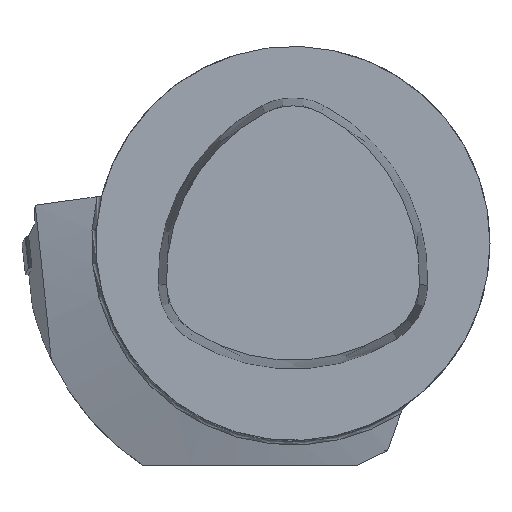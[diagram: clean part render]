
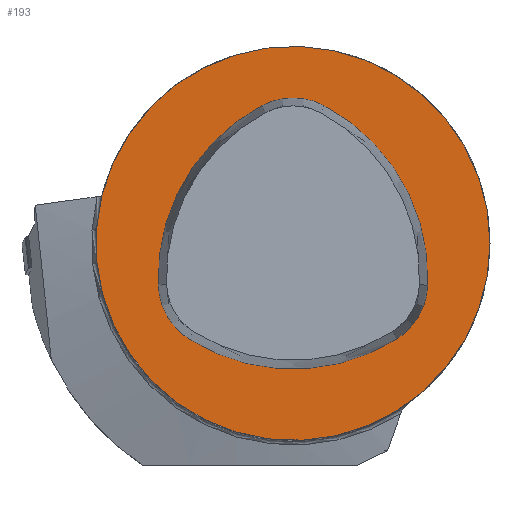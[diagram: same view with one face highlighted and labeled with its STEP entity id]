
A CAD part, top view. The second image highlights one B-rep face of the part: STEP entity #193.
In plain terms, the highlighted planar face has unit normal (0, 0, 1).
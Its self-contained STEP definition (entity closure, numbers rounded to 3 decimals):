
#119=FACE_BOUND('',#373,.T.);
#120=FACE_BOUND('',#374,.T.);
#146=CIRCLE('',#1355,40.);
#155=CIRCLE('',#1372,39.5);
#156=CIRCLE('',#1373,13.5);
#157=CIRCLE('',#1374,39.5);
#158=CIRCLE('',#1375,13.5);
#159=CIRCLE('',#1376,39.5);
#160=CIRCLE('',#1377,13.5);
#193=ADVANCED_FACE('',(#119,#120),#256,.T.);
#256=PLANE('',#1378);
#373=EDGE_LOOP('',(#726));
#374=EDGE_LOOP('',(#727,#728,#729,#730,#731,#732));
#726=ORIENTED_EDGE('',*,*,#1142,.T.);
#727=ORIENTED_EDGE('',*,*,#1162,.F.);
#728=ORIENTED_EDGE('',*,*,#1163,.F.);
#729=ORIENTED_EDGE('',*,*,#1164,.F.);
#730=ORIENTED_EDGE('',*,*,#1165,.F.);
#731=ORIENTED_EDGE('',*,*,#1166,.F.);
#732=ORIENTED_EDGE('',*,*,#1167,.F.);
#1025=VERTEX_POINT('',#1951);
#1043=VERTEX_POINT('',#2019);
#1044=VERTEX_POINT('',#2020);
#1045=VERTEX_POINT('',#2022);
#1046=VERTEX_POINT('',#2024);
#1047=VERTEX_POINT('',#2026);
#1048=VERTEX_POINT('',#2028);
#1142=EDGE_CURVE('',#1025,#1025,#146,.T.);
#1162=EDGE_CURVE('',#1043,#1044,#155,.T.);
#1163=EDGE_CURVE('',#1045,#1043,#156,.T.);
#1164=EDGE_CURVE('',#1046,#1045,#157,.T.);
#1165=EDGE_CURVE('',#1047,#1046,#158,.T.);
#1166=EDGE_CURVE('',#1048,#1047,#159,.T.);
#1167=EDGE_CURVE('',#1044,#1048,#160,.T.);
#1355=AXIS2_PLACEMENT_3D('',#1950,#1534,#1535);
#1372=AXIS2_PLACEMENT_3D('',#2018,#1572,#1573);
#1373=AXIS2_PLACEMENT_3D('',#2021,#1574,#1575);
#1374=AXIS2_PLACEMENT_3D('',#2023,#1576,#1577);
#1375=AXIS2_PLACEMENT_3D('',#2025,#1578,#1579);
#1376=AXIS2_PLACEMENT_3D('',#2027,#1580,#1581);
#1377=AXIS2_PLACEMENT_3D('',#2029,#1582,#1583);
#1378=AXIS2_PLACEMENT_3D('',#2030,#1584,#1585);
#1534=DIRECTION('',(0.,0.,1.));
#1535=DIRECTION('',(1.,0.,0.));
#1572=DIRECTION('',(0.,0.,1.));
#1573=DIRECTION('',(1.,0.,0.));
#1574=DIRECTION('',(0.,0.,1.));
#1575=DIRECTION('',(1.,0.,0.));
#1576=DIRECTION('',(0.,0.,1.));
#1577=DIRECTION('',(1.,0.,0.));
#1578=DIRECTION('',(0.,0.,1.));
#1579=DIRECTION('',(1.,0.,0.));
#1580=DIRECTION('',(0.,0.,1.));
#1581=DIRECTION('',(1.,0.,0.));
#1582=DIRECTION('',(0.,0.,1.));
#1583=DIRECTION('',(1.,0.,0.));
#1584=DIRECTION('',(0.,0.,1.));
#1585=DIRECTION('',(-1.,0.,0.));
#1950=CARTESIAN_POINT('',(0.,0.,0.));
#1951=CARTESIAN_POINT('',(40.,0.,0.));
#2018=CARTESIAN_POINT('',(12.124,-7.,0.));
#2019=CARTESIAN_POINT('',(-6.295,27.942,0.));
#2020=CARTESIAN_POINT('',(-27.346,-8.519,0.));
#2021=CARTESIAN_POINT('',(0.,16.,0.));
#2022=CARTESIAN_POINT('',(6.295,27.942,0.));
#2023=CARTESIAN_POINT('',(-12.124,-7.,0.));
#2024=CARTESIAN_POINT('',(27.346,-8.519,0.));
#2025=CARTESIAN_POINT('',(13.856,-8.,0.));
#2026=CARTESIAN_POINT('',(21.051,-19.423,0.));
#2027=CARTESIAN_POINT('',(0.,14.,0.));
#2028=CARTESIAN_POINT('',(-21.051,-19.423,0.));
#2029=CARTESIAN_POINT('',(-13.856,-8.,0.));
#2030=CARTESIAN_POINT('',(0.,0.,0.));
